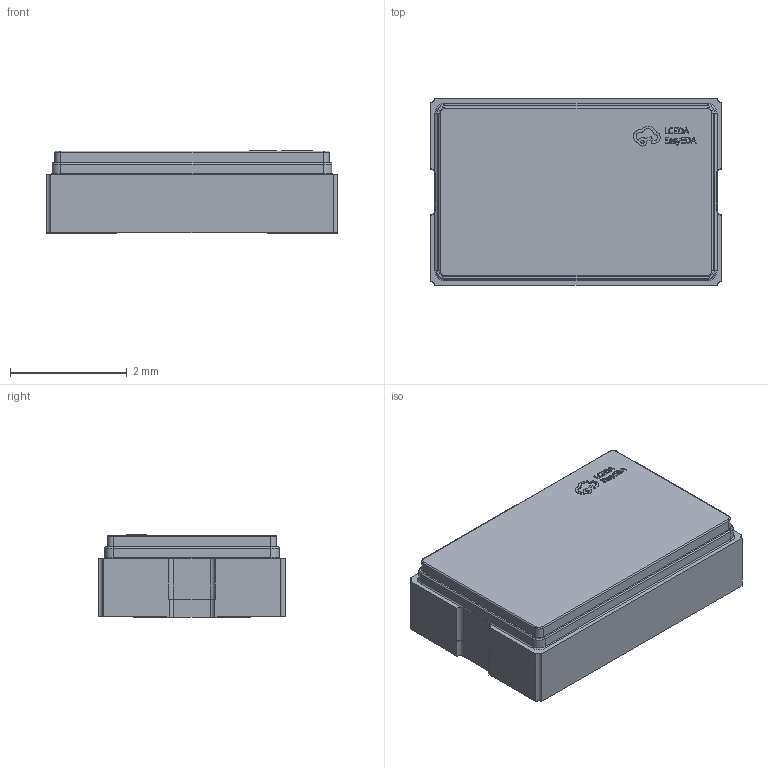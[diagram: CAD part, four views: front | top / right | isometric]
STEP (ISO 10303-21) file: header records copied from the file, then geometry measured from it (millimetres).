
FILE_DESCRIPTION (( 'STEP AP214' ), '1' );
FILE_NAME ('CRYSTAL-SMD_L5.0-W3.2.step', '2022-06-20T11:06:02', ( '' ), ( '' ), 'SwSTEP 2.0', 'SolidWorks 2020', '' );
FILE_SCHEMA (( 'AUTOMOTIVE_DESIGN' ));
Length unit declared in the file: millimetre
Products named in the file (1): CRYSTAL-SMD_L5.0-W3.2
Bounding box: 5 x 3.2 x 1.42 mm (x, y, z)
Volume: 21.5 mm3; surface area: 54.1 mm2
Topology: 1 solids, 1 shells, 368 faces, 993 edges, 654 vertices
Faces by surface type: plane 208, bspline 112, cylinder 36, torus 12
Entity records: 16759 total; most frequent: CARTESIAN_POINT 4144, ORIENTED_EDGE 1986, DIRECTION 1359, EDGE_CURVE 993, LINE 677, VECTOR 677, VERTEX_POINT 654, EDGE_LOOP 395
